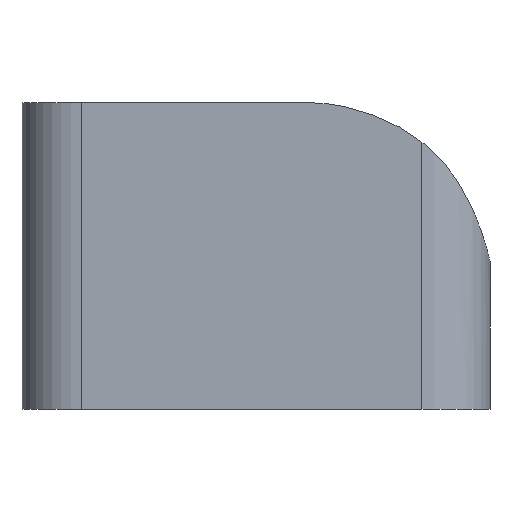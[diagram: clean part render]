
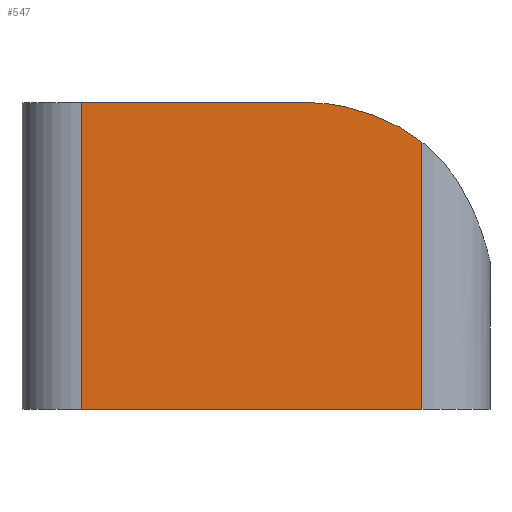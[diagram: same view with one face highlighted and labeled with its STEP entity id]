
A CAD part, front view. The second image highlights one B-rep face of the part: STEP entity #547.
In plain terms, the highlighted planar face has unit normal (-0.025, -1, 0).
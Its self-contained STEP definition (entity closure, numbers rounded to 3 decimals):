
#24=B_SPLINE_CURVE_WITH_KNOTS('',3,(#950,#951,#952,#953,#954,#955),
 .UNSPECIFIED.,.F.,.F.,(4,2,4),(0.065,0.439,0.907),
 .UNSPECIFIED.);
#76=FACE_OUTER_BOUND('',#108,.T.);
#108=EDGE_LOOP('',(#487,#488,#489,#490,#491));
#124=LINE('',#802,#178);
#162=LINE('',#908,#216);
#163=LINE('',#930,#217);
#164=LINE('',#956,#218);
#178=VECTOR('',#650,10.);
#216=VECTOR('',#738,10.);
#217=VECTOR('',#741,10.);
#218=VECTOR('',#746,10.);
#236=VERTEX_POINT('',#799);
#237=VERTEX_POINT('',#801);
#266=VERTEX_POINT('',#906);
#268=VERTEX_POINT('',#911);
#269=VERTEX_POINT('',#929);
#292=EDGE_CURVE('',#237,#236,#124,.T.);
#340=EDGE_CURVE('',#237,#266,#162,.T.);
#342=EDGE_CURVE('',#269,#268,#163,.T.);
#345=EDGE_CURVE('',#268,#266,#24,.T.);
#346=EDGE_CURVE('',#269,#236,#164,.T.);
#487=ORIENTED_EDGE('',*,*,#345,.T.);
#488=ORIENTED_EDGE('',*,*,#340,.F.);
#489=ORIENTED_EDGE('',*,*,#292,.T.);
#490=ORIENTED_EDGE('',*,*,#346,.F.);
#491=ORIENTED_EDGE('',*,*,#342,.T.);
#519=PLANE('',#605);
#547=ADVANCED_FACE('',(#76),#519,.T.);
#605=AXIS2_PLACEMENT_3D('',#949,#744,#745);
#650=DIRECTION('',(0.,0.,-1.));
#738=DIRECTION('',(1.,-0.025,0.));
#741=DIRECTION('',(0.,0.,1.));
#744=DIRECTION('center_axis',(-0.025,-1.,0.));
#745=DIRECTION('ref_axis',(1.,-0.025,0.));
#746=DIRECTION('',(-1.,0.025,0.));
#799=CARTESIAN_POINT('',(-2.54,14.605,-22.86));
#801=CARTESIAN_POINT('',(-2.54,14.605,0.));
#802=CARTESIAN_POINT('',(-2.54,14.605,0.));
#906=CARTESIAN_POINT('',(14.702,14.174,0.));
#908=CARTESIAN_POINT('',(22.86,13.97,0.));
#911=CARTESIAN_POINT('',(22.86,13.97,-2.93));
#929=CARTESIAN_POINT('',(22.86,13.97,-22.86));
#930=CARTESIAN_POINT('',(22.86,13.97,-22.86));
#949=CARTESIAN_POINT('Origin',(-2.54,14.605,-22.86));
#950=CARTESIAN_POINT('Ctrl Pts',(22.86,13.97,-2.93));
#951=CARTESIAN_POINT('Ctrl Pts',(21.881,13.994,-2.161));
#952=CARTESIAN_POINT('Ctrl Pts',(20.787,14.022,-1.541));
#953=CARTESIAN_POINT('Ctrl Pts',(18.108,14.089,-0.449));
#954=CARTESIAN_POINT('Ctrl Pts',(16.394,14.132,-0.031));
#955=CARTESIAN_POINT('Ctrl Pts',(14.702,14.174,0.));
#956=CARTESIAN_POINT('',(22.86,13.97,-22.86));
